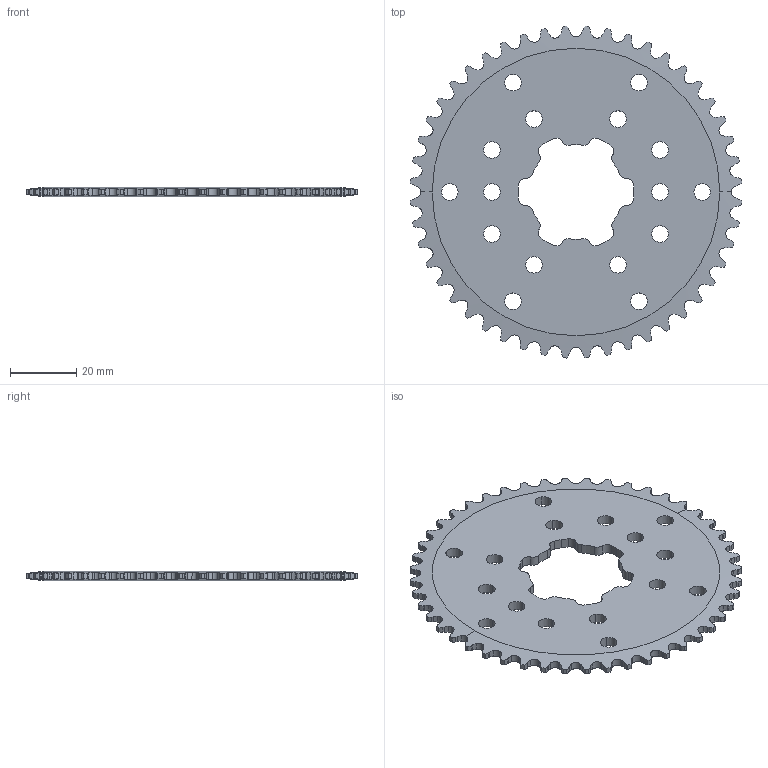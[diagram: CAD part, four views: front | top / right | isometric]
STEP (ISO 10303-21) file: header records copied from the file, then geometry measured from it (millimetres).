
FILE_DESCRIPTION (( 'STEP AP203' ), '1' );
FILE_NAME ('REV-21-1964.STEP', '2022-03-31T16:38:37', ( '' ), ( '' ), 'SwSTEP 2.0', 'SolidWorks 2022', '' );
FILE_SCHEMA (( 'CONFIG_CONTROL_DESIGN' ));
Length unit declared in the file: inch
Products named in the file (1): REV-21-1964
Bounding box: 100.24 x 100.24 x 3 mm (x, y, z)
Volume: 17892.2 mm3; surface area: 14525.8 mm2
Topology: 1 solids, 1 shells, 495 faces, 1477 edges, 984 vertices
Faces by surface type: cylinder 393, plane 98, cone 4
Entity records: 18714 total; most frequent: CARTESIAN_POINT 6449, ORIENTED_EDGE 2954, DIRECTION 1997, EDGE_CURVE 1477, VERTEX_POINT 984, AXIS2_PLACEMENT_3D 752, B_SPLINE_CURVE_WITH_KNOTS 728, EDGE_LOOP 529
